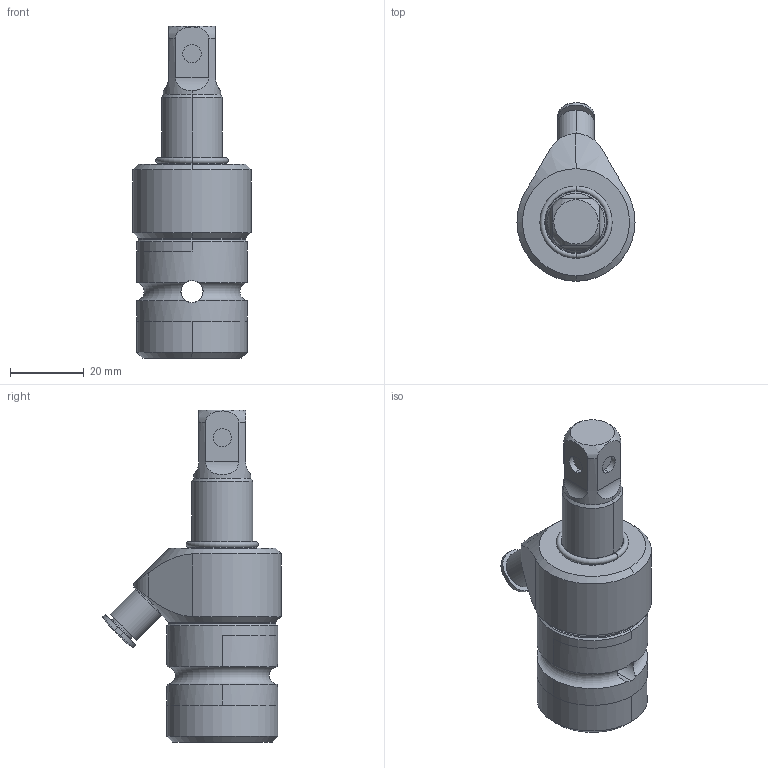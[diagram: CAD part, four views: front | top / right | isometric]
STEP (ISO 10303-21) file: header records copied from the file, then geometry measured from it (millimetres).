
FILE_DESCRIPTION((''),'2;1');
FILE_NAME('4027601322_250123','2025-02-11T11:54:42',('a00528554'),(''),'CREO PARAMETRIC BY PTC INC, 2022414','CREO PARAMETRIC BY PTC INC, 2022414','');
FILE_SCHEMA(('CONFIG_CONTROL_DESIGN','GEOMETRIC_VALIDATION_PROPERTIES_MIM'));
Length unit declared in the file: millimetre
Products named in the file (1): 4027601322_250123
Bounding box: 32 x 48.41 x 90 mm (x, y, z)
Volume: 39782.1 mm3; surface area: 11768.3 mm2
Topology: 2 solids, 2 shells, 121 faces, 299 edges, 194 vertices
Faces by surface type: cylinder 51, plane 35, cone 17, torus 16, bspline 2
Entity records: 5378 total; most frequent: CARTESIAN_POINT 1447, DIRECTION 617, ORIENTED_EDGE 598, EDGE_CURVE 299, AXIS2_PLACEMENT_3D 256, VERTEX_POINT 194, EDGE_LOOP 139, CIRCLE 137
